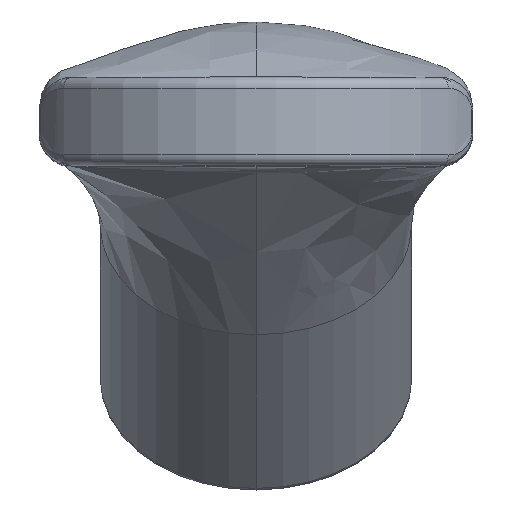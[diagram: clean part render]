
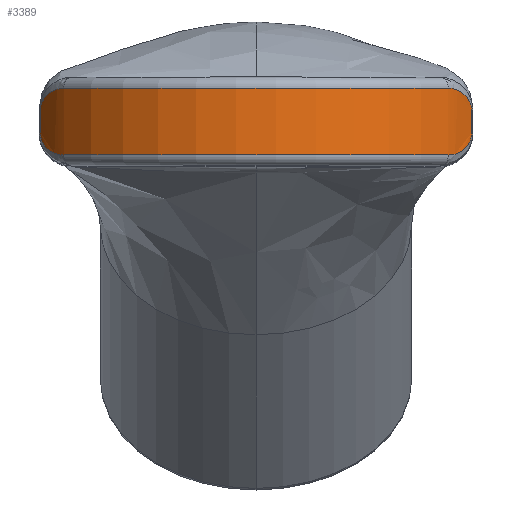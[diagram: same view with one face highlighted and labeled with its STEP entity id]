
A CAD part, top view. The second image highlights one B-rep face of the part: STEP entity #3389.
In plain terms, the highlighted cylindrical face has radius 10.922 mm (diameter 21.844 mm), a partial arc.
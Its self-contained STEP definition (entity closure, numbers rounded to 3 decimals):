
#291 = VERTEX_POINT ( 'NONE', #5449 ) ;
#356 = CARTESIAN_POINT ( 'NONE',  ( 9.694, 2.5, 18.11 ) ) ;
#600 = CARTESIAN_POINT ( 'NONE',  ( 9.099, 0.592, 19.122 ) ) ;
#655 = VERTEX_POINT ( 'NONE', #8670 ) ;
#687 = CARTESIAN_POINT ( 'NONE',  ( 9.677, 1.304, 18.142 ) ) ;
#776 = CARTESIAN_POINT ( 'NONE',  ( -9.694, 2.5, 18.11 ) ) ;
#856 = CARTESIAN_POINT ( 'NONE',  ( -9.099, 3.408, 19.122 ) ) ;
#900 = CARTESIAN_POINT ( 'NONE',  ( 9.694, 1.5, 18.11 ) ) ;
#1171 = CARTESIAN_POINT ( 'NONE',  ( 9.627, 2.861, 18.237 ) ) ;
#1310 = CARTESIAN_POINT ( 'NONE',  ( 9.394, 3.21, 18.653 ) ) ;
#1394 = CARTESIAN_POINT ( 'NONE',  ( -9.394, 0.79, 18.653 ) ) ;
#1420 = CARTESIAN_POINT ( 'NONE',  ( 8.766, 0.5, 19.596 ) ) ;
#1580 = CARTESIAN_POINT ( 'NONE',  ( 9.694, 1.5, 18.11 ) ) ;
#1715 = ORIENTED_EDGE ( 'NONE', *, *, #5189, .T. ) ;
#2066 = CARTESIAN_POINT ( 'NONE',  ( -9.694, 1.5, 18.11 ) ) ;
#2105 = CARTESIAN_POINT ( 'NONE',  ( 8.881, 3.481, 19.439 ) ) ;
#2156 = CARTESIAN_POINT ( 'NONE',  ( -9.694, 1.4, 18.11 ) ) ;
#2175 = B_SPLINE_CURVE_WITH_KNOTS ( 'NONE', 3,
 ( #7605, #5677, #8746, #856, #2783, #2862, #3688, #11557, #4706, #12705, #6784, #6616, #2744, #776 ),
 .UNSPECIFIED., .F., .F.,
 ( 4, 2, 2, 2, 2, 2, 4 ),
 ( 0., 0.001, 0.001, 0.001, 0.002, 0.002, 0.002 ),
 .UNSPECIFIED. ) ;
#2238 = CARTESIAN_POINT ( 'NONE',  ( -8.881, 0.519, 19.439 ) ) ;
#2268 = AXIS2_PLACEMENT_3D ( 'NONE', #11235, #10284, #4385 ) ;
#2331 = EDGE_CURVE ( 'NONE', #4008, #12450, #11204, .T. ) ;
#2377 = CARTESIAN_POINT ( 'NONE',  ( -8.766, 0.5, 19.595 ) ) ;
#2511 = VERTEX_POINT ( 'NONE', #5710 ) ;
#2669 = ORIENTED_EDGE ( 'NONE', *, *, #12464, .T. ) ;
#2697 = EDGE_CURVE ( 'NONE', #7094, #655, #11478, .T. ) ;
#2744 = CARTESIAN_POINT ( 'NONE',  ( -9.694, 2.6, 18.11 ) ) ;
#2783 = CARTESIAN_POINT ( 'NONE',  ( -9.203, 3.355, 18.962 ) ) ;
#2862 = CARTESIAN_POINT ( 'NONE',  ( -9.346, 3.246, 18.73 ) ) ;
#3232 = CARTESIAN_POINT ( 'NONE',  ( -9.098, 0.591, 19.123 ) ) ;
#3292 = DIRECTION ( 'NONE',  ( -1., 0., 0. ) ) ;
#3301 = CARTESIAN_POINT ( 'NONE',  ( 8.646, 0.5, 19.752 ) ) ;
#3389 = ADVANCED_FACE ( 'NONE', ( #9242 ), #9840, .T. ) ;
#3688 = CARTESIAN_POINT ( 'NONE',  ( -9.392, 3.205, 18.654 ) ) ;
#4008 = VERTEX_POINT ( 'NONE', #3301 ) ;
#4130 = CARTESIAN_POINT ( 'NONE',  ( -9.627, 1.139, 18.237 ) ) ;
#4385 = DIRECTION ( 'NONE',  ( -1., 0., 0. ) ) ;
#4433 = CARTESIAN_POINT ( 'NONE',  ( -9.694, 2.5, 18.11 ) ) ;
#4458 = VECTOR ( 'NONE', #8592, 1000. ) ;
#4498 = DIRECTION ( 'NONE',  ( 0., -1., 0. ) ) ;
#4657 = CARTESIAN_POINT ( 'NONE',  ( 9.694, 1.4, 18.11 ) ) ;
#4706 = CARTESIAN_POINT ( 'NONE',  ( -9.52, 3.056, 18.432 ) ) ;
#4722 = CARTESIAN_POINT ( 'NONE',  ( 9.694, -0.001, 18.11 ) ) ;
#4771 = EDGE_CURVE ( 'NONE', #655, #4008, #5802, .T. ) ;
#5104 = CARTESIAN_POINT ( 'NONE',  ( -9.594, 1.067, 18.299 ) ) ;
#5145 = CARTESIAN_POINT ( 'NONE',  ( 9.483, 3.118, 18.499 ) ) ;
#5189 = EDGE_CURVE ( 'NONE', #12450, #10218, #8288, .T. ) ;
#5191 = CARTESIAN_POINT ( 'NONE',  ( -9.203, 0.645, 18.963 ) ) ;
#5392 = CARTESIAN_POINT ( 'NONE',  ( 8.646, 0.5, 19.752 ) ) ;
#5449 = CARTESIAN_POINT ( 'NONE',  ( 8.646, 3.5, 19.752 ) ) ;
#5677 = CARTESIAN_POINT ( 'NONE',  ( -8.766, 3.5, 19.596 ) ) ;
#5710 = CARTESIAN_POINT ( 'NONE',  ( -8.646, 3.5, 19.752 ) ) ;
#5719 = ORIENTED_EDGE ( 'NONE', *, *, #2697, .T. ) ;
#5802 = CIRCLE ( 'NONE', #2268, 10.922 ) ;
#5971 = CARTESIAN_POINT ( 'NONE',  ( -9.694, -0.001, 18.11 ) ) ;
#6529 = CARTESIAN_POINT ( 'NONE',  ( 9.346, 0.754, 18.73 ) ) ;
#6616 = CARTESIAN_POINT ( 'NONE',  ( -9.677, 2.696, 18.142 ) ) ;
#6629 = VECTOR ( 'NONE', #7811, 1000. ) ;
#6664 = ORIENTED_EDGE ( 'NONE', *, *, #10063, .T. ) ;
#6748 = B_SPLINE_CURVE_WITH_KNOTS ( 'NONE', 3,
 ( #11012, #12008, #7115, #1171, #11145, #5145, #1310, #8149, #8016, #2105, #7066, #12054 ),
 .UNSPECIFIED., .F., .F.,
 ( 4, 2, 2, 2, 2, 4 ),
 ( 0., 0., 0.001, 0.001, 0.002, 0.002 ),
 .UNSPECIFIED. ) ;
#6784 = CARTESIAN_POINT ( 'NONE',  ( -9.627, 2.861, 18.236 ) ) ;
#7023 = CARTESIAN_POINT ( 'NONE',  ( -9.694, 1.5, 18.11 ) ) ;
#7066 = CARTESIAN_POINT ( 'NONE',  ( 8.766, 3.5, 19.595 ) ) ;
#7094 = VERTEX_POINT ( 'NONE', #2066 ) ;
#7115 = CARTESIAN_POINT ( 'NONE',  ( 9.677, 2.696, 18.142 ) ) ;
#7135 = DIRECTION ( 'NONE',  ( 0., 1., 0. ) ) ;
#7161 = CARTESIAN_POINT ( 'NONE',  ( -8.646, 0.5, 19.752 ) ) ;
#7400 = VERTEX_POINT ( 'NONE', #4433 ) ;
#7605 = CARTESIAN_POINT ( 'NONE',  ( -8.646, 3.5, 19.752 ) ) ;
#7811 = DIRECTION ( 'NONE',  ( 0., -1., 0. ) ) ;
#8016 = CARTESIAN_POINT ( 'NONE',  ( 9.098, 3.409, 19.123 ) ) ;
#8149 = CARTESIAN_POINT ( 'NONE',  ( 9.203, 3.355, 18.963 ) ) ;
#8260 = ORIENTED_EDGE ( 'NONE', *, *, #11345, .T. ) ;
#8288 = LINE ( 'NONE', #4722, #4458 ) ;
#8384 = AXIS2_PLACEMENT_3D ( 'NONE', #10168, #7135, #3292 ) ;
#8592 = DIRECTION ( 'NONE',  ( 0., 1., 0. ) ) ;
#8670 = CARTESIAN_POINT ( 'NONE',  ( -8.646, 0.5, 19.752 ) ) ;
#8746 = CARTESIAN_POINT ( 'NONE',  ( -8.881, 3.481, 19.438 ) ) ;
#9242 = FACE_OUTER_BOUND ( 'NONE', #11353, .T. ) ;
#9602 = CARTESIAN_POINT ( 'NONE',  ( 9.52, 0.944, 18.432 ) ) ;
#9762 = AXIS2_PLACEMENT_3D ( 'NONE', #12457, #4498, #12421 ) ;
#9840 = CYLINDRICAL_SURFACE ( 'NONE', #8384, 10.922 ) ;
#9895 = LINE ( 'NONE', #5971, #6629 ) ;
#10023 = CARTESIAN_POINT ( 'NONE',  ( -9.677, 1.304, 18.142 ) ) ;
#10063 = EDGE_CURVE ( 'NONE', #10218, #291, #6748, .T. ) ;
#10168 = CARTESIAN_POINT ( 'NONE',  ( 0., -0.001, 13.078 ) ) ;
#10190 = CARTESIAN_POINT ( 'NONE',  ( -9.483, 0.882, 18.499 ) ) ;
#10215 = CARTESIAN_POINT ( 'NONE',  ( 8.881, 0.519, 19.438 ) ) ;
#10218 = VERTEX_POINT ( 'NONE', #356 ) ;
#10284 = DIRECTION ( 'NONE',  ( 0., 1., 0. ) ) ;
#10388 = CARTESIAN_POINT ( 'NONE',  ( 9.203, 0.645, 18.962 ) ) ;
#10436 = CARTESIAN_POINT ( 'NONE',  ( 9.627, 1.139, 18.236 ) ) ;
#10553 = CARTESIAN_POINT ( 'NONE',  ( 9.594, 1.067, 18.299 ) ) ;
#10970 = EDGE_CURVE ( 'NONE', #7400, #7094, #9895, .T. ) ;
#10992 = ORIENTED_EDGE ( 'NONE', *, *, #4771, .T. ) ;
#11012 = CARTESIAN_POINT ( 'NONE',  ( 9.694, 2.5, 18.11 ) ) ;
#11145 = CARTESIAN_POINT ( 'NONE',  ( 9.594, 2.933, 18.299 ) ) ;
#11204 = B_SPLINE_CURVE_WITH_KNOTS ( 'NONE', 3,
 ( #5392, #1420, #10215, #600, #10388, #6529, #11425, #11544, #9602, #10553, #10436, #687, #4657, #1580 ),
 .UNSPECIFIED., .F., .F.,
 ( 4, 2, 2, 2, 2, 2, 4 ),
 ( 0., 0.001, 0.001, 0.001, 0.002, 0.002, 0.002 ),
 .UNSPECIFIED. ) ;
#11235 = CARTESIAN_POINT ( 'NONE',  ( 0., 0.5, 13.078 ) ) ;
#11345 = EDGE_CURVE ( 'NONE', #291, #2511, #12205, .T. ) ;
#11353 = EDGE_LOOP ( 'NONE', ( #11654, #5719, #10992, #11987, #1715, #6664, #8260, #2669 ) ) ;
#11425 = CARTESIAN_POINT ( 'NONE',  ( 9.392, 0.795, 18.654 ) ) ;
#11478 = B_SPLINE_CURVE_WITH_KNOTS ( 'NONE', 3,
 ( #7023, #2156, #10023, #4130, #5104, #10190, #1394, #5191, #3232, #2238, #2377, #7161 ),
 .UNSPECIFIED., .F., .F.,
 ( 4, 2, 2, 2, 2, 4 ),
 ( 0., 0., 0.001, 0.001, 0.002, 0.002 ),
 .UNSPECIFIED. ) ;
#11544 = CARTESIAN_POINT ( 'NONE',  ( 9.478, 0.89, 18.505 ) ) ;
#11557 = CARTESIAN_POINT ( 'NONE',  ( -9.478, 3.11, 18.505 ) ) ;
#11654 = ORIENTED_EDGE ( 'NONE', *, *, #10970, .T. ) ;
#11987 = ORIENTED_EDGE ( 'NONE', *, *, #2331, .T. ) ;
#12008 = CARTESIAN_POINT ( 'NONE',  ( 9.694, 2.6, 18.11 ) ) ;
#12054 = CARTESIAN_POINT ( 'NONE',  ( 8.646, 3.5, 19.752 ) ) ;
#12205 = CIRCLE ( 'NONE', #9762, 10.922 ) ;
#12421 = DIRECTION ( 'NONE',  ( 1., 0., 0. ) ) ;
#12450 = VERTEX_POINT ( 'NONE', #900 ) ;
#12457 = CARTESIAN_POINT ( 'NONE',  ( 0., 3.5, 13.078 ) ) ;
#12464 = EDGE_CURVE ( 'NONE', #2511, #7400, #2175, .T. ) ;
#12705 = CARTESIAN_POINT ( 'NONE',  ( -9.594, 2.933, 18.299 ) ) ;
